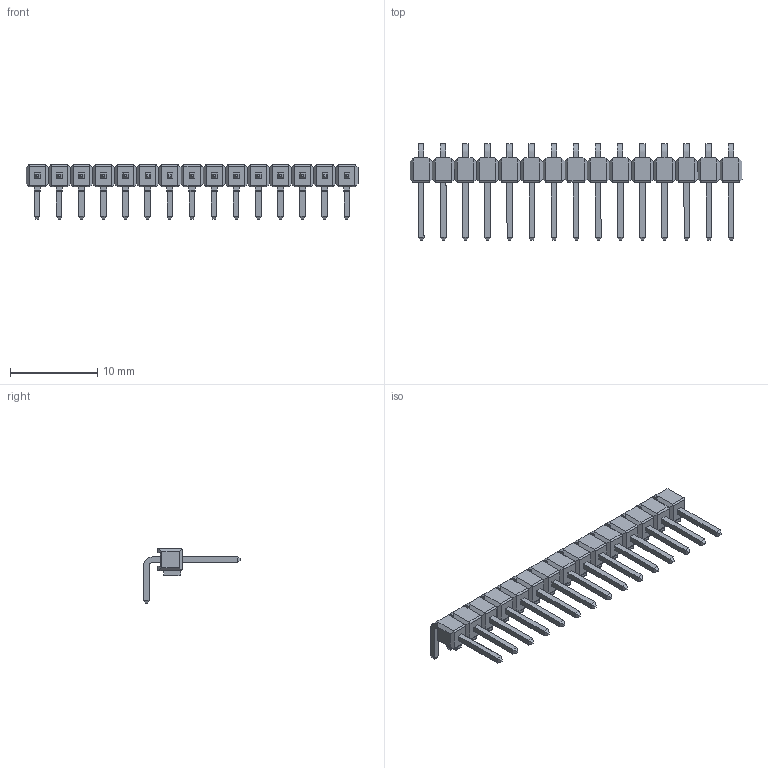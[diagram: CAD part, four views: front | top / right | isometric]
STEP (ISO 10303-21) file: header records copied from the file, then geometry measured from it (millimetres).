
FILE_DESCRIPTION(/* description */ (''),/* implementation_level */ '2;1');
FILE_NAME(/* name */ 'PINHEA~3',/* time_stamp */ '2014-06-21T13:43:36+02:00',/* author */ (''),/* organization */ (''),/* preprocessor_version */ 'ST-DEVELOPER v14',/* originating_system */ '',/* authorisation */ '');
FILE_SCHEMA (('AUTOMOTIVE_DESIGN'));
Length unit declared in the file: millimetre
Products named in the file (1): Document
Bounding box: 38.11 x 11.11 x 6.29 mm (x, y, z)
Volume: 312.7 mm3; surface area: 1246 mm2
Topology: 29 solids, 43 shells, 675 faces, 1730 edges, 1129 vertices
Faces by surface type: plane 585, bspline 90
Entity records: 39956 total; most frequent: CARTESIAN_POINT 16236, B_SPLINE_CURVE_WITH_KNOTS 4602, ORIENTED_EDGE 3390, PCURVE 3390, DEFINITIONAL_REPRESENTATION 3390, SURFACE_CURVE 1723, EDGE_CURVE 1723, VERTEX_POINT 1120
